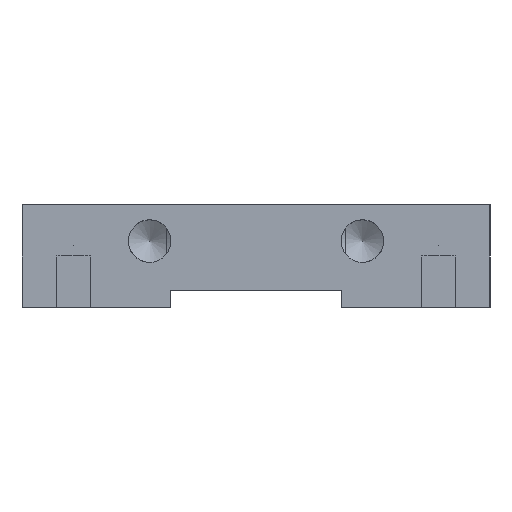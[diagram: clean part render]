
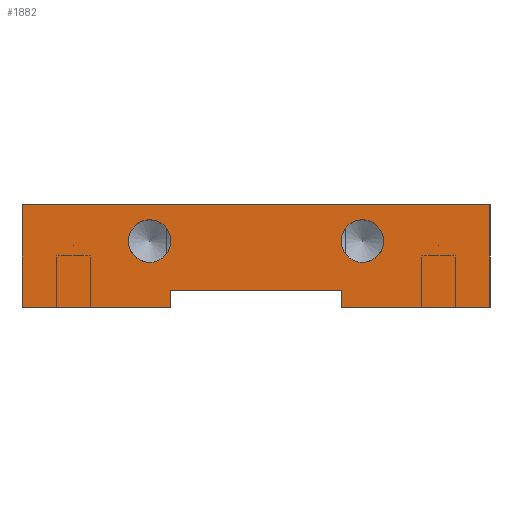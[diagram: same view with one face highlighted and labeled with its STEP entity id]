
A CAD part, left-side view. The second image highlights one B-rep face of the part: STEP entity #1882.
In plain terms, the highlighted planar face has unit normal (-1, 0, 0).
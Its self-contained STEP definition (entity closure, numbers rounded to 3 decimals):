
#1882=ADVANCED_FACE('',(#4045,#4046,#4047),#3185,.F.);
#3185=PLANE('',#26876);
#4045=FACE_BOUND('',#5435,.T.);
#4046=FACE_BOUND('',#5436,.T.);
#4047=FACE_BOUND('',#5437,.T.);
#5435=EDGE_LOOP('',(#14885));
#5436=EDGE_LOOP('',(#14886));
#5437=EDGE_LOOP('',(#14887,#14888,#14889,#14890,#14891,#14892,#14893,#14894));
#6863=LINE('',#35962,#9263);
#7245=LINE('',#37253,#9645);
#7258=LINE('',#37291,#9658);
#7503=LINE('',#38070,#9903);
#7510=LINE('',#38091,#9910);
#8361=LINE('',#40107,#10761);
#8434=LINE('',#40233,#10834);
#8605=LINE('',#40606,#11005);
#9263=VECTOR('',#28637,1.);
#9645=VECTOR('',#29547,1.);
#9658=VECTOR('',#29578,1.);
#9903=VECTOR('',#30209,1.);
#9910=VECTOR('',#30226,1.);
#10761=VECTOR('',#31893,1.);
#10834=VECTOR('',#31972,1.);
#11005=VECTOR('',#32347,1.);
#14885=ORIENTED_EDGE('',*,*,#23788,.T.);
#14886=ORIENTED_EDGE('',*,*,#23789,.T.);
#14887=ORIENTED_EDGE('',*,*,#22029,.T.);
#14888=ORIENTED_EDGE('',*,*,#22048,.T.);
#14889=ORIENTED_EDGE('',*,*,#23492,.T.);
#14890=ORIENTED_EDGE('',*,*,#23567,.T.);
#14891=ORIENTED_EDGE('',*,*,#21384,.T.);
#14892=ORIENTED_EDGE('',*,*,#22448,.T.);
#14893=ORIENTED_EDGE('',*,*,#22437,.T.);
#14894=ORIENTED_EDGE('',*,*,#23790,.T.);
#18904=VERTEX_POINT('',#35961);
#18905=VERTEX_POINT('',#35963);
#19354=VERTEX_POINT('',#36863);
#19549=VERTEX_POINT('',#37252);
#19565=VERTEX_POINT('',#37290);
#19906=VERTEX_POINT('',#38069);
#19907=VERTEX_POINT('',#38071);
#20672=VERTEX_POINT('',#40106);
#20821=VERTEX_POINT('',#40603);
#20822=VERTEX_POINT('',#40605);
#21384=EDGE_CURVE('',#18905,#18904,#6863,.T.);
#22029=EDGE_CURVE('',#19354,#19549,#7245,.T.);
#22048=EDGE_CURVE('',#19549,#19565,#7258,.T.);
#22437=EDGE_CURVE('',#19907,#19906,#7503,.T.);
#22448=EDGE_CURVE('',#18904,#19907,#7510,.T.);
#23492=EDGE_CURVE('',#19565,#20672,#8361,.T.);
#23567=EDGE_CURVE('',#20672,#18905,#8434,.T.);
#23788=EDGE_CURVE('',#20821,#20821,#25447,.T.);
#23789=EDGE_CURVE('',#20822,#20822,#25448,.T.);
#23790=EDGE_CURVE('',#19906,#19354,#8605,.T.);
#25447=CIRCLE('',#26874,2.5);
#25448=CIRCLE('',#26875,2.5);
#26874=AXIS2_PLACEMENT_3D('',#40602,#32343,#32344);
#26875=AXIS2_PLACEMENT_3D('',#40604,#32345,#32346);
#26876=AXIS2_PLACEMENT_3D('',#40607,#32348,#32349);
#28637=DIRECTION('',(0.,1.,0.));
#29547=DIRECTION('',(0.,-1.,0.));
#29578=DIRECTION('',(0.,0.,-1.));
#30209=DIRECTION('',(0.,-1.,0.));
#30226=DIRECTION('',(0.,0.,-1.));
#31893=DIRECTION('',(0.,-1.,0.));
#31972=DIRECTION('',(0.,0.,1.));
#32343=DIRECTION('',(1.,0.,0.));
#32344=DIRECTION('',(0.,0.,-1.));
#32345=DIRECTION('',(1.,0.,0.));
#32346=DIRECTION('',(0.,0.,-1.));
#32347=DIRECTION('',(0.,0.,1.));
#32348=DIRECTION('',(1.,0.,0.));
#32349=DIRECTION('',(0.,0.,-1.));
#35961=CARTESIAN_POINT('',(-688.,27.5,95.));
#35962=CARTESIAN_POINT('',(-688.,-27.5,95.));
#35963=CARTESIAN_POINT('',(-688.,-27.5,95.));
#36863=CARTESIAN_POINT('',(-688.,10.,85.));
#37252=CARTESIAN_POINT('',(-688.,-10.,85.));
#37253=CARTESIAN_POINT('',(-688.,0.,85.));
#37290=CARTESIAN_POINT('',(-688.,-10.,83.));
#37291=CARTESIAN_POINT('',(-688.,-10.,156.5));
#38069=CARTESIAN_POINT('',(-688.,10.,83.));
#38070=CARTESIAN_POINT('',(-688.,0.,83.));
#38071=CARTESIAN_POINT('',(-688.,27.5,83.));
#38091=CARTESIAN_POINT('',(-688.,27.5,95.));
#40106=CARTESIAN_POINT('',(-688.,-27.5,83.));
#40107=CARTESIAN_POINT('',(-688.,0.,83.));
#40233=CARTESIAN_POINT('',(-688.,-27.5,83.));
#40602=CARTESIAN_POINT('',(-688.,-12.5,90.75));
#40603=CARTESIAN_POINT('',(-688.,-12.5,88.25));
#40604=CARTESIAN_POINT('',(-688.,12.5,90.75));
#40605=CARTESIAN_POINT('',(-688.,12.5,88.25));
#40606=CARTESIAN_POINT('',(-688.,10.,156.5));
#40607=CARTESIAN_POINT('',(-688.,0.,156.5));
